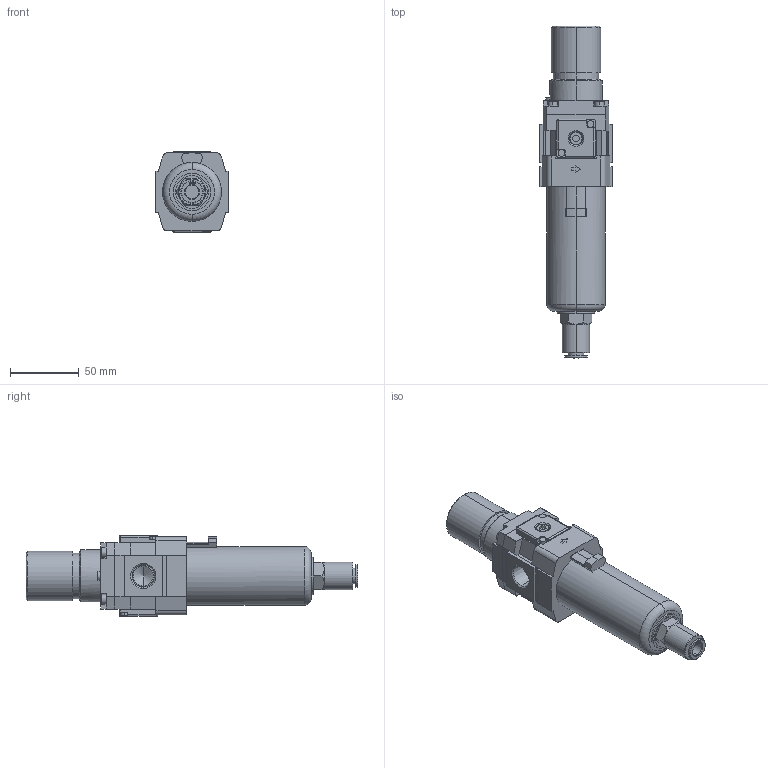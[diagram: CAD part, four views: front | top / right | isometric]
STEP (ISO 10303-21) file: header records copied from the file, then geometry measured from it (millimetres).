
FILE_DESCRIPTION (( 'STEP AP214' ), '1' );
FILE_NAME ('AW30-F03D-B.step.step', '2016-04-25T12:35:48', ( 'Windows User' ), ( '' ), 'SwSTEP 2.0', 'SolidWorks 2016', '' );
FILE_SCHEMA (( 'AUTOMOTIVE_DESIGN' ));
Length unit declared in the file: millimetre
Products named in the file (7): AW30-F03D-B.step_AW_Drain_30C; AW30-F03D-B.step_AW3020A Plug_01; AW30-F03D-B.step_AW3020A Gauge_20; AW30-F03D-B.step_AW3020A Gauge_30; AW30-F03D-B.step_AW_Bowl_30C; AW30-F03D-B.step_AW3020A Body_30; AW30-F03D-B.step
Assembly tree (6 placements, depth 2):
  AW30-F03D-B.step
    AW30-F03D-B.step_AW3020A Body_30
    AW30-F03D-B.step_AW_Bowl_30C
    AW30-F03D-B.step_AW3020A Gauge_20
    AW30-F03D-B.step_AW3020A Gauge_30
    AW30-F03D-B.step_AW3020A Plug_01
    AW30-F03D-B.step_AW_Drain_30C
Bounding box: 53 x 242.3 x 58.9 mm (x, y, z)
Volume: 349957.2 mm3; surface area: 51083.3 mm2
Topology: 6 solids, 6 shells, 331 faces, 817 edges, 518 vertices
Faces by surface type: plane 184, cylinder 74, cone 40, bspline 21, torus 8, sphere 4
Entity records: 11862 total; most frequent: CARTESIAN_POINT 3028, ORIENTED_EDGE 1618, DIRECTION 1607, EDGE_CURVE 809, LINE 541, VECTOR 541, AXIS2_PLACEMENT_3D 533, VERTEX_POINT 518
